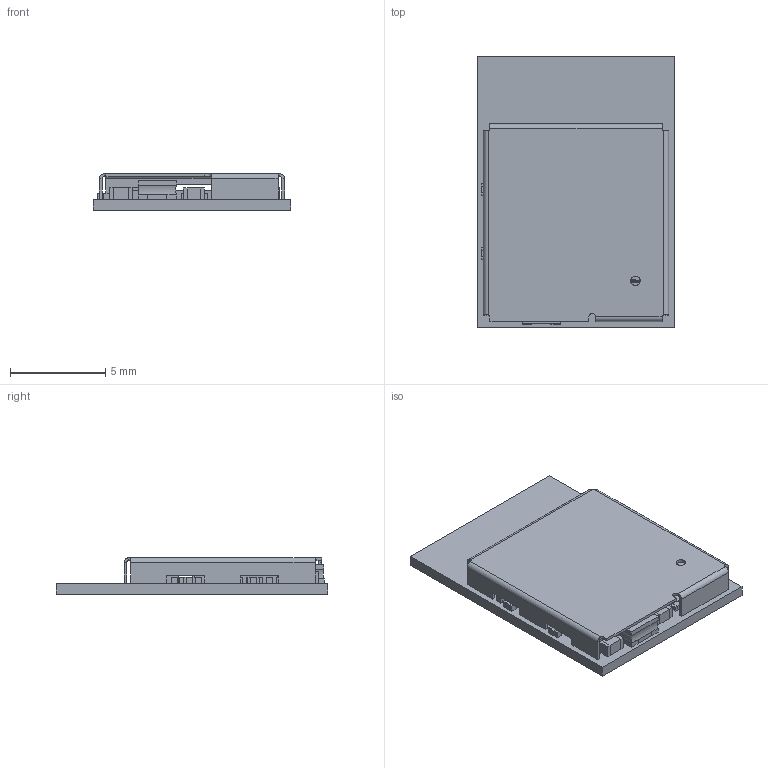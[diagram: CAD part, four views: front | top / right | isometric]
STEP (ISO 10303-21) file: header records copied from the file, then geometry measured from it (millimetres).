
FILE_DESCRIPTION(('Open CASCADE Model'),'2;1');
FILE_NAME('Open CASCADE Shape Model','2023-04-12T11:57:51',('Author'),( 'Open CASCADE'),'Open CASCADE STEP processor 7.5','Open CASCADE 7.5' ,'Unknown');
FILE_SCHEMA(('AUTOMOTIVE_DESIGN { 1 0 10303 214 1 1 1 1 }'));
Length unit declared in the file: millimetre
Products named in the file (1): PCB
Bounding box: 10.4 x 14.3 x 1.92 mm (x, y, z)
Volume: 125.8 mm3; surface area: 832.4 mm2
Topology: 191 solids, 446 shells, 1500 faces, 3762 edges, 2864 vertices
Faces by surface type: plane 1363, cylinder 105, torus 24, sphere 8
Full cylindrical faces by diameter (mm): 0.16 x2
Entity records: 47356 total; most frequent: CARTESIAN_POINT 8734, DIRECTION 7022, ORIENTED_EDGE 6272, EDGE_CURVE 3730, LINE 3286, VECTOR 3286, VERTEX_POINT 2864, AXIS2_PLACEMENT_3D 1868
